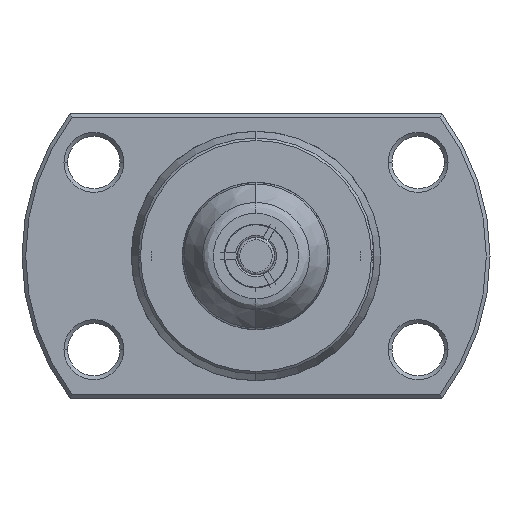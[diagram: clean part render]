
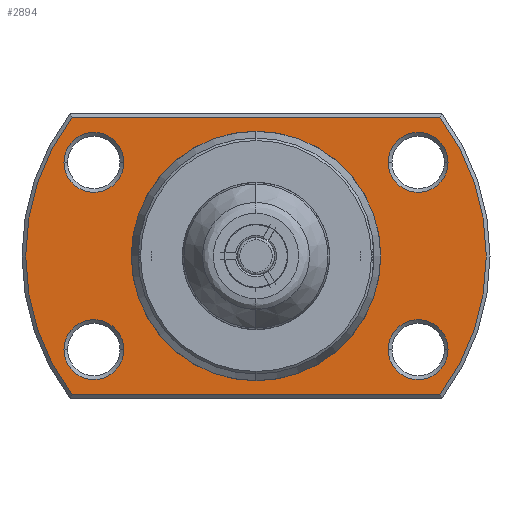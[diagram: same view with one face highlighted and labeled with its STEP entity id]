
A CAD part, left-side view. The second image highlights one B-rep face of the part: STEP entity #2894.
In plain terms, the highlighted planar face has unit normal (-1, 0, 0).
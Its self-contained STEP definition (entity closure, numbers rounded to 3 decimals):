
#20 = EDGE_CURVE ( 'NONE', #2922, #1451, #9106, .T. ) ;
#95 = LINE ( 'NONE', #7382, #7445 ) ;
#165 = EDGE_CURVE ( 'NONE', #4403, #3535, #6600, .T. ) ;
#211 = EDGE_CURVE ( 'NONE', #1451, #2922, #6534, .T. ) ;
#439 = AXIS2_PLACEMENT_3D ( 'NONE', #5465, #494, #4749 ) ;
#494 = DIRECTION ( 'NONE',  ( 1., 0., 0. ) ) ;
#521 = ORIENTED_EDGE ( 'NONE', *, *, #1440, .F. ) ;
#524 = ORIENTED_EDGE ( 'NONE', *, *, #211, .T. ) ;
#620 = ORIENTED_EDGE ( 'NONE', *, *, #4332, .T. ) ;
#658 = EDGE_CURVE ( 'NONE', #5059, #716, #7302, .T. ) ;
#715 = VERTEX_POINT ( 'NONE', #7437 ) ;
#716 = VERTEX_POINT ( 'NONE', #7408 ) ;
#737 = ORIENTED_EDGE ( 'NONE', *, *, #7572, .F. ) ;
#933 = DIRECTION ( 'NONE',  ( 1., 0., 0. ) ) ;
#958 = VECTOR ( 'NONE', #3129, 1000. ) ;
#1088 = EDGE_LOOP ( 'NONE', ( #2199, #5382 ) ) ;
#1111 = CIRCLE ( 'NONE', #1146, 2.4 ) ;
#1146 = AXIS2_PLACEMENT_3D ( 'NONE', #3916, #3886, #1759 ) ;
#1148 = PLANE ( 'NONE',  #3132 ) ;
#1340 = FACE_BOUND ( 'NONE', #1088, .T. ) ;
#1440 = EDGE_CURVE ( 'NONE', #6342, #4359, #4379, .T. ) ;
#1451 = VERTEX_POINT ( 'NONE', #4276 ) ;
#1457 = DIRECTION ( 'NONE',  ( 0., 0., -1. ) ) ;
#1491 = DIRECTION ( 'NONE',  ( 1., 0., 0. ) ) ;
#1552 = FACE_BOUND ( 'NONE', #3022, .T. ) ;
#1563 = EDGE_CURVE ( 'NONE', #3389, #715, #1111, .T. ) ;
#1587 = ORIENTED_EDGE ( 'NONE', *, *, #165, .F. ) ;
#1593 = DIRECTION ( 'NONE',  ( 1., 0., 0. ) ) ;
#1754 = VERTEX_POINT ( 'NONE', #2904 ) ;
#1759 = DIRECTION ( 'NONE',  ( 0., -1., 0. ) ) ;
#1768 = CARTESIAN_POINT ( 'NONE',  ( 24.2, -10.59, 7.5 ) ) ;
#1786 = ORIENTED_EDGE ( 'NONE', *, *, #2754, .T. ) ;
#1872 = CARTESIAN_POINT ( 'NONE',  ( 24.2, 9.8, 0. ) ) ;
#1938 = ORIENTED_EDGE ( 'NONE', *, *, #658, .F. ) ;
#1974 = VERTEX_POINT ( 'NONE', #1768 ) ;
#2037 = AXIS2_PLACEMENT_3D ( 'NONE', #7976, #2319, #6582 ) ;
#2147 = AXIS2_PLACEMENT_3D ( 'NONE', #7788, #7766, #7773 ) ;
#2199 = ORIENTED_EDGE ( 'NONE', *, *, #5087, .T. ) ;
#2319 = DIRECTION ( 'NONE',  ( 1., 0., 0. ) ) ;
#2400 = DIRECTION ( 'NONE',  ( 0., 1., 0. ) ) ;
#2739 = DIRECTION ( 'NONE',  ( 1., 0., 0. ) ) ;
#2754 = EDGE_CURVE ( 'NONE', #1974, #3942, #4425, .T. ) ;
#2846 = LINE ( 'NONE', #8107, #958 ) ;
#2894 = ADVANCED_FACE ( 'NONE', ( #8722, #8270, #7361, #1340, #4901, #1552 ), #1148, .F. ) ;
#2904 = CARTESIAN_POINT ( 'NONE',  ( 24.2, 15.39, 7.5 ) ) ;
#2922 = VERTEX_POINT ( 'NONE', #7129 ) ;
#2991 = AXIS2_PLACEMENT_3D ( 'NONE', #8950, #8885, #8906 ) ;
#2998 = DIRECTION ( 'NONE',  ( 0., -1., 0. ) ) ;
#3022 = EDGE_LOOP ( 'NONE', ( #524, #8544 ) ) ;
#3129 = DIRECTION ( 'NONE',  ( 0., -1., 0. ) ) ;
#3132 = AXIS2_PLACEMENT_3D ( 'NONE', #1872, #6420, #1457 ) ;
#3159 = ORIENTED_EDGE ( 'NONE', *, *, #7941, .F. ) ;
#3389 = VERTEX_POINT ( 'NONE', #7142 ) ;
#3535 = VERTEX_POINT ( 'NONE', #4681 ) ;
#3550 = ORIENTED_EDGE ( 'NONE', *, *, #4770, .T. ) ;
#3587 = AXIS2_PLACEMENT_3D ( 'NONE', #7724, #2739, #7008 ) ;
#3627 = AXIS2_PLACEMENT_3D ( 'NONE', #8824, #3816, #8072 ) ;
#3647 = VERTEX_POINT ( 'NONE', #5322 ) ;
#3692 = AXIS2_PLACEMENT_3D ( 'NONE', #6457, #1491, #5739 ) ;
#3720 = CARTESIAN_POINT ( 'NONE',  ( 24.2, -12.99, 7.5 ) ) ;
#3816 = DIRECTION ( 'NONE',  ( -1., 0., 0. ) ) ;
#3886 = DIRECTION ( 'NONE',  ( 1., 0., 0. ) ) ;
#3916 = CARTESIAN_POINT ( 'NONE',  ( 24.2, 12.99, -7.5 ) ) ;
#3942 = VERTEX_POINT ( 'NONE', #4992 ) ;
#4129 = CIRCLE ( 'NONE', #439, 2.4 ) ;
#4276 = CARTESIAN_POINT ( 'NONE',  ( 24.2, -15.39, -7.5 ) ) ;
#4314 = CARTESIAN_POINT ( 'NONE',  ( 24.2, 0., 0. ) ) ;
#4321 = CIRCLE ( 'NONE', #2037, 2.4 ) ;
#4323 = DIRECTION ( 'NONE',  ( 0., 0., 1. ) ) ;
#4332 = EDGE_CURVE ( 'NONE', #3942, #1974, #4321, .T. ) ;
#4359 = VERTEX_POINT ( 'NONE', #8751 ) ;
#4379 = CIRCLE ( 'NONE', #6578, 9.8 ) ;
#4403 = VERTEX_POINT ( 'NONE', #8341 ) ;
#4425 = CIRCLE ( 'NONE', #5207, 2.4 ) ;
#4681 = CARTESIAN_POINT ( 'NONE',  ( 24.2, 14.737, 11.1 ) ) ;
#4749 = DIRECTION ( 'NONE',  ( 0., -1., 0. ) ) ;
#4770 = EDGE_CURVE ( 'NONE', #1754, #3647, #4129, .T. ) ;
#4901 = FACE_BOUND ( 'NONE', #7044, .T. ) ;
#4960 = CIRCLE ( 'NONE', #3627, 9.8 ) ;
#4992 = CARTESIAN_POINT ( 'NONE',  ( 24.2, -15.39, 7.5 ) ) ;
#5059 = VERTEX_POINT ( 'NONE', #6772 ) ;
#5087 = EDGE_CURVE ( 'NONE', #715, #3389, #9196, .T. ) ;
#5198 = DIRECTION ( 'NONE',  ( 0., 0., -1. ) ) ;
#5207 = AXIS2_PLACEMENT_3D ( 'NONE', #3720, #7967, #2998 ) ;
#5322 = CARTESIAN_POINT ( 'NONE',  ( 24.2, 10.59, 7.5 ) ) ;
#5372 = AXIS2_PLACEMENT_3D ( 'NONE', #5900, #933, #5198 ) ;
#5382 = ORIENTED_EDGE ( 'NONE', *, *, #1563, .T. ) ;
#5465 = CARTESIAN_POINT ( 'NONE',  ( 24.2, 12.99, 7.5 ) ) ;
#5739 = DIRECTION ( 'NONE',  ( 0., -1., 0. ) ) ;
#5751 = EDGE_LOOP ( 'NONE', ( #737, #1938, #9149, #1587 ) ) ;
#5844 = DIRECTION ( 'NONE',  ( 0., -1., 0. ) ) ;
#5900 = CARTESIAN_POINT ( 'NONE',  ( 24.2, 0., 0. ) ) ;
#6118 = CARTESIAN_POINT ( 'NONE',  ( 24.2, 0., 9.8 ) ) ;
#6342 = VERTEX_POINT ( 'NONE', #6118 ) ;
#6420 = DIRECTION ( 'NONE',  ( 1., 0., 0. ) ) ;
#6457 = CARTESIAN_POINT ( 'NONE',  ( 24.2, 12.99, 7.5 ) ) ;
#6534 = CIRCLE ( 'NONE', #9230, 2.4 ) ;
#6574 = CARTESIAN_POINT ( 'NONE',  ( 24.2, -12.99, -7.5 ) ) ;
#6578 = AXIS2_PLACEMENT_3D ( 'NONE', #4314, #8555, #4323 ) ;
#6582 = DIRECTION ( 'NONE',  ( 0., -1., 0. ) ) ;
#6600 = CIRCLE ( 'NONE', #5372, 18.45 ) ;
#6772 = CARTESIAN_POINT ( 'NONE',  ( 24.2, -14.737, 11.1 ) ) ;
#7008 = DIRECTION ( 'NONE',  ( 0., -1., 0. ) ) ;
#7044 = EDGE_LOOP ( 'NONE', ( #620, #1786 ) ) ;
#7070 = EDGE_LOOP ( 'NONE', ( #8347, #3550 ) ) ;
#7129 = CARTESIAN_POINT ( 'NONE',  ( 24.2, -10.59, -7.5 ) ) ;
#7142 = CARTESIAN_POINT ( 'NONE',  ( 24.2, 15.39, -7.5 ) ) ;
#7223 = EDGE_CURVE ( 'NONE', #3647, #1754, #7642, .T. ) ;
#7302 = CIRCLE ( 'NONE', #2147, 18.45 ) ;
#7361 = FACE_BOUND ( 'NONE', #7070, .T. ) ;
#7382 = CARTESIAN_POINT ( 'NONE',  ( 24.2, 9.8, -11.1 ) ) ;
#7408 = CARTESIAN_POINT ( 'NONE',  ( 24.2, -14.737, -11.1 ) ) ;
#7437 = CARTESIAN_POINT ( 'NONE',  ( 24.2, 10.59, -7.5 ) ) ;
#7445 = VECTOR ( 'NONE', #2400, 1000. ) ;
#7572 = EDGE_CURVE ( 'NONE', #716, #4403, #95, .T. ) ;
#7642 = CIRCLE ( 'NONE', #3692, 2.4 ) ;
#7724 = CARTESIAN_POINT ( 'NONE',  ( 24.2, 12.99, -7.5 ) ) ;
#7766 = DIRECTION ( 'NONE',  ( 1., 0., 0. ) ) ;
#7773 = DIRECTION ( 'NONE',  ( 0., 0., -1. ) ) ;
#7788 = CARTESIAN_POINT ( 'NONE',  ( 24.2, 0., 0. ) ) ;
#7941 = EDGE_CURVE ( 'NONE', #4359, #6342, #4960, .T. ) ;
#7967 = DIRECTION ( 'NONE',  ( 1., 0., 0. ) ) ;
#7976 = CARTESIAN_POINT ( 'NONE',  ( 24.2, -12.99, 7.5 ) ) ;
#7990 = EDGE_CURVE ( 'NONE', #3535, #5059, #2846, .T. ) ;
#8072 = DIRECTION ( 'NONE',  ( 0., 0., 1. ) ) ;
#8107 = CARTESIAN_POINT ( 'NONE',  ( 24.2, 9.8, 11.1 ) ) ;
#8270 = FACE_BOUND ( 'NONE', #8338, .T. ) ;
#8338 = EDGE_LOOP ( 'NONE', ( #521, #3159 ) ) ;
#8341 = CARTESIAN_POINT ( 'NONE',  ( 24.2, 14.737, -11.1 ) ) ;
#8347 = ORIENTED_EDGE ( 'NONE', *, *, #7223, .T. ) ;
#8544 = ORIENTED_EDGE ( 'NONE', *, *, #20, .T. ) ;
#8555 = DIRECTION ( 'NONE',  ( -1., 0., 0. ) ) ;
#8722 = FACE_OUTER_BOUND ( 'NONE', #5751, .T. ) ;
#8751 = CARTESIAN_POINT ( 'NONE',  ( 24.2, 0., -9.8 ) ) ;
#8824 = CARTESIAN_POINT ( 'NONE',  ( 24.2, 0., 0. ) ) ;
#8885 = DIRECTION ( 'NONE',  ( 1., 0., 0. ) ) ;
#8906 = DIRECTION ( 'NONE',  ( 0., -1., 0. ) ) ;
#8950 = CARTESIAN_POINT ( 'NONE',  ( 24.2, -12.99, -7.5 ) ) ;
#9106 = CIRCLE ( 'NONE', #2991, 2.4 ) ;
#9149 = ORIENTED_EDGE ( 'NONE', *, *, #7990, .F. ) ;
#9196 = CIRCLE ( 'NONE', #3587, 2.4 ) ;
#9230 = AXIS2_PLACEMENT_3D ( 'NONE', #6574, #1593, #5844 ) ;
